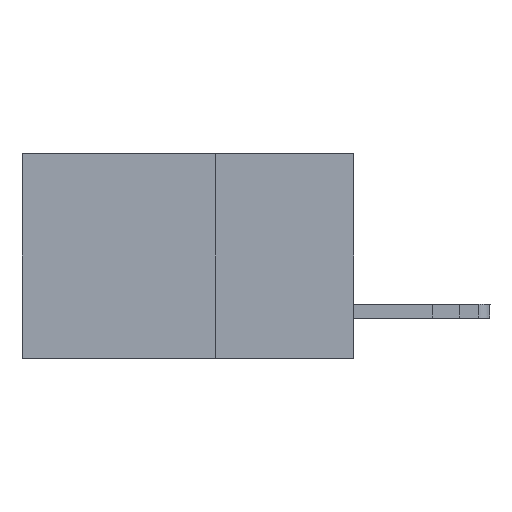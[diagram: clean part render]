
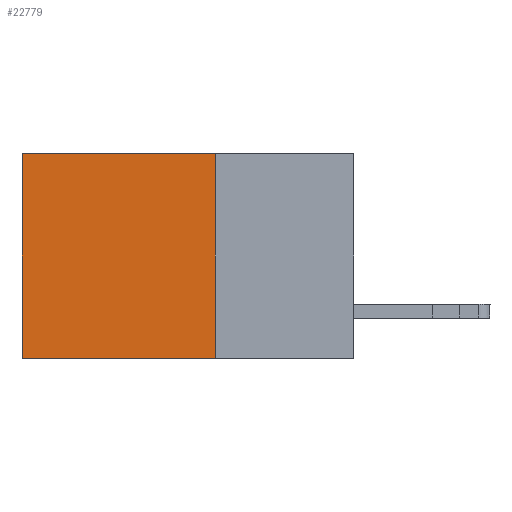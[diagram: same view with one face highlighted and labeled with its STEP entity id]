
A CAD part, left-side view. The second image highlights one B-rep face of the part: STEP entity #22779.
In plain terms, the highlighted planar face has unit normal (-1, 0, 0).
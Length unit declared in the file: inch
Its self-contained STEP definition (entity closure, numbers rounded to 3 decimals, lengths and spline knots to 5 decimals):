
#50 = PLANE ( 'NONE',  #26794 ) ;
#54 = ORIENTED_EDGE ( 'NONE', *, *, #13146, .T. ) ;
#2187 = CARTESIAN_POINT ( 'NONE',  ( 0.2875, 0.25, 0. ) ) ;
#2479 = FACE_OUTER_BOUND ( 'NONE', #14249, .T. ) ;
#3118 = CARTESIAN_POINT ( 'NONE',  ( 0.2875, 0.25, 0. ) ) ;
#4892 = CARTESIAN_POINT ( 'NONE',  ( 0.2875, 0.25, 0. ) ) ;
#5394 = DIRECTION ( 'NONE',  ( 0., 0., -1. ) ) ;
#5954 = CARTESIAN_POINT ( 'NONE',  ( 0.2875, 0.25, -0.37 ) ) ;
#6236 = LINE ( 'NONE', #5954, #25549 ) ;
#6878 = DIRECTION ( 'NONE',  ( 0., 1., 0. ) ) ;
#8302 = VECTOR ( 'NONE', #6878, 39.37008 ) ;
#8340 = VECTOR ( 'NONE', #5394, 39.37008 ) ;
#8832 = VECTOR ( 'NONE', #9063, 39.37008 ) ;
#9063 = DIRECTION ( 'NONE',  ( 0., 0., -1. ) ) ;
#9413 = CARTESIAN_POINT ( 'NONE',  ( 0.2875, 0.25, -0.37 ) ) ;
#11211 = LINE ( 'NONE', #2187, #8302 ) ;
#11275 = LINE ( 'NONE', #29586, #8832 ) ;
#12429 = EDGE_CURVE ( 'NONE', #22706, #14909, #6236, .T. ) ;
#12801 = DIRECTION ( 'NONE',  ( 0., 1., 0. ) ) ;
#13146 = EDGE_CURVE ( 'NONE', #23293, #27005, #11211, .T. ) ;
#13448 = EDGE_CURVE ( 'NONE', #23293, #22706, #23358, .T. ) ;
#14040 = DIRECTION ( 'NONE',  ( 1., 0., 0. ) ) ;
#14249 = EDGE_LOOP ( 'NONE', ( #22208, #29146, #19822, #54 ) ) ;
#14909 = VERTEX_POINT ( 'NONE', #22680 ) ;
#15224 = CARTESIAN_POINT ( 'NONE',  ( 0.2875, 0.6, 0. ) ) ;
#18361 = DIRECTION ( 'NONE',  ( 0., 0., -1. ) ) ;
#18500 = EDGE_CURVE ( 'NONE', #27005, #14909, #11275, .T. ) ;
#19486 = CARTESIAN_POINT ( 'NONE',  ( 0.2875, 0.25, 0. ) ) ;
#19822 = ORIENTED_EDGE ( 'NONE', *, *, #13448, .F. ) ;
#22208 = ORIENTED_EDGE ( 'NONE', *, *, #18500, .T. ) ;
#22680 = CARTESIAN_POINT ( 'NONE',  ( 0.2875, 0.6, -0.37 ) ) ;
#22706 = VERTEX_POINT ( 'NONE', #9413 ) ;
#22779 = ADVANCED_FACE ( 'NONE', ( #2479 ), #50, .F. ) ;
#23293 = VERTEX_POINT ( 'NONE', #19486 ) ;
#23358 = LINE ( 'NONE', #3118, #8340 ) ;
#25549 = VECTOR ( 'NONE', #12801, 39.37008 ) ;
#26794 = AXIS2_PLACEMENT_3D ( 'NONE', #4892, #14040, #18361 ) ;
#27005 = VERTEX_POINT ( 'NONE', #15224 ) ;
#29146 = ORIENTED_EDGE ( 'NONE', *, *, #12429, .F. ) ;
#29586 = CARTESIAN_POINT ( 'NONE',  ( 0.2875, 0.6, 0. ) ) ;
